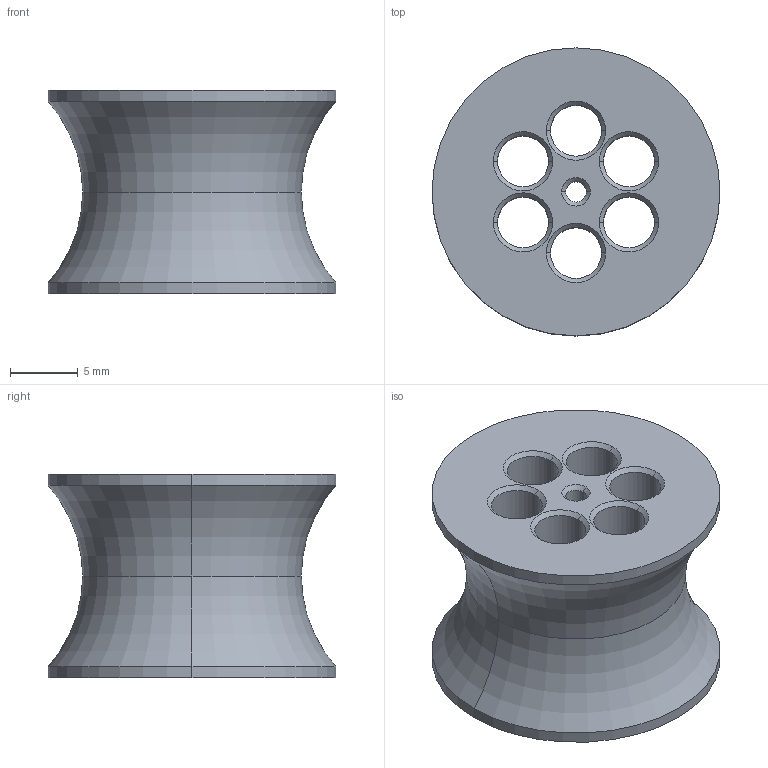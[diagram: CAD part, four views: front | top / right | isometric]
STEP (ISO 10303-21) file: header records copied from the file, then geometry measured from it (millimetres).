
FILE_DESCRIPTION (( 'STEP AP203' ), '1' );
FILE_NAME ('Mini_Cabanossi_Micro_Flywheel_OFD.STEP', '2022-08-08T13:47:26', ( '' ), ( '' ), 'SwSTEP 2.0', 'SolidWorks 2020', '' );
FILE_SCHEMA (( 'CONFIG_CONTROL_DESIGN' ));
Length unit declared in the file: millimetre
Products named in the file (1): Mini_Cabanossi_Micro_Flywheel_OFD
Bounding box: 21.2 x 21.2 x 15 mm (x, y, z)
Volume: 2864.6 mm3; surface area: 2604.6 mm2
Topology: 1 solids, 1 shells, 52 faces, 116 edges, 66 vertices
Faces by surface type: cone 28, cylinder 18, torus 4, plane 2
Entity records: 1543 total; most frequent: DIRECTION 292, CARTESIAN_POINT 235, ORIENTED_EDGE 232, AXIS2_PLACEMENT_3D 123, EDGE_CURVE 116, CIRCLE 70, EDGE_LOOP 66, VERTEX_POINT 66
